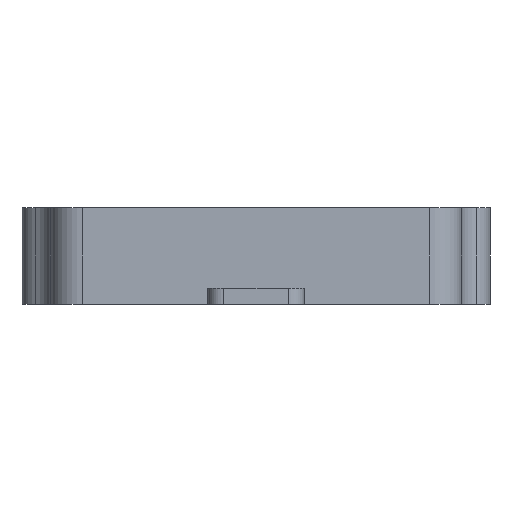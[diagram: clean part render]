
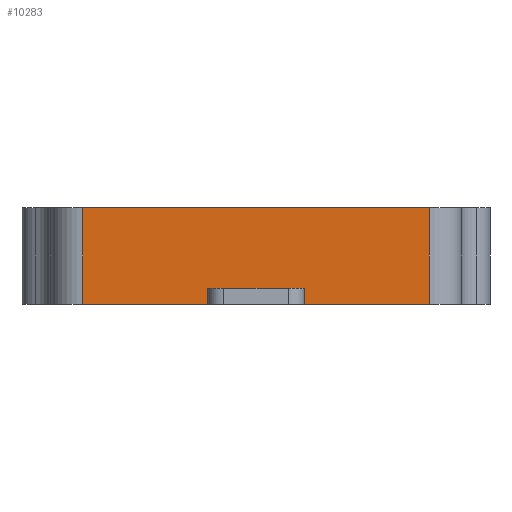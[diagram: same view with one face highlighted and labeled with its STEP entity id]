
A CAD part, front view. The second image highlights one B-rep face of the part: STEP entity #10283.
In plain terms, the highlighted planar face has unit normal (0, -1, 0).
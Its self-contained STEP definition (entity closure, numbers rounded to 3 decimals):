
#236 = PLANE('',#237);
#237 = AXIS2_PLACEMENT_3D('',#238,#239,#240);
#238 = CARTESIAN_POINT('',(64.,-33.845,0.));
#239 = DIRECTION('',(-0.,0.,1.));
#240 = DIRECTION('',(1.,0.,0.));
#583 = PLANE('',#584);
#584 = AXIS2_PLACEMENT_3D('',#585,#586,#587);
#585 = CARTESIAN_POINT('',(64.,-33.845,30.));
#586 = DIRECTION('',(0.,0.,1.));
#587 = DIRECTION('',(1.,0.,-0.));
#1352 = VERTEX_POINT('',#1353);
#1353 = CARTESIAN_POINT('',(-54.,-79.,30.));
#1372 = CYLINDRICAL_SURFACE('',#1373,10.);
#1373 = AXIS2_PLACEMENT_3D('',#1374,#1375,#1376);
#1374 = CARTESIAN_POINT('',(-54.,-69.,0.));
#1375 = DIRECTION('',(0.,0.,1.));
#1376 = DIRECTION('',(0.,-1.,0.));
#1384 = EDGE_CURVE('',#1385,#1352,#1387,.T.);
#1385 = VERTEX_POINT('',#1386);
#1386 = CARTESIAN_POINT('',(54.,-79.,30.));
#1387 = SURFACE_CURVE('',#1388,(#1392,#1399),.PCURVE_S1.);
#1388 = LINE('',#1389,#1390);
#1389 = CARTESIAN_POINT('',(0.,-79.,30.));
#1390 = VECTOR('',#1391,1.);
#1391 = DIRECTION('',(-1.,0.,-0.));
#1392 = PCURVE('',#583,#1393);
#1393 = DEFINITIONAL_REPRESENTATION('',(#1394),#1398);
#1394 = LINE('',#1395,#1396);
#1395 = CARTESIAN_POINT('',(-64.,-45.155));
#1396 = VECTOR('',#1397,1.);
#1397 = DIRECTION('',(-1.,0.));
#1398 = ( GEOMETRIC_REPRESENTATION_CONTEXT(2) 
PARAMETRIC_REPRESENTATION_CONTEXT() REPRESENTATION_CONTEXT('2D SPACE',''
  ) );
#1399 = PCURVE('',#1400,#1405);
#1400 = PLANE('',#1401);
#1401 = AXIS2_PLACEMENT_3D('',#1402,#1403,#1404);
#1402 = CARTESIAN_POINT('',(0.,-79.,15.087));
#1403 = DIRECTION('',(0.,1.,0.));
#1404 = DIRECTION('',(1.,0.,0.));
#1405 = DEFINITIONAL_REPRESENTATION('',(#1406),#1410);
#1406 = LINE('',#1407,#1408);
#1407 = CARTESIAN_POINT('',(0.,-14.913));
#1408 = VECTOR('',#1409,1.);
#1409 = DIRECTION('',(-1.,0.));
#1410 = ( GEOMETRIC_REPRESENTATION_CONTEXT(2) 
PARAMETRIC_REPRESENTATION_CONTEXT() REPRESENTATION_CONTEXT('2D SPACE',''
  ) );
#1429 = CYLINDRICAL_SURFACE('',#1430,10.);
#1430 = AXIS2_PLACEMENT_3D('',#1431,#1432,#1433);
#1431 = CARTESIAN_POINT('',(54.,-69.,0.));
#1432 = DIRECTION('',(0.,0.,1.));
#1433 = DIRECTION('',(0.,-1.,-0.));
#2590 = VERTEX_POINT('',#2591);
#2591 = CARTESIAN_POINT('',(-54.,-79.,0.));
#2619 = EDGE_CURVE('',#2590,#1352,#2620,.T.);
#2620 = SURFACE_CURVE('',#2621,(#2625,#2632),.PCURVE_S1.);
#2621 = LINE('',#2622,#2623);
#2622 = CARTESIAN_POINT('',(-54.,-79.,0.));
#2623 = VECTOR('',#2624,1.);
#2624 = DIRECTION('',(0.,0.,1.));
#2625 = PCURVE('',#1372,#2626);
#2626 = DEFINITIONAL_REPRESENTATION('',(#2627),#2631);
#2627 = LINE('',#2628,#2629);
#2628 = CARTESIAN_POINT('',(-0.,0.));
#2629 = VECTOR('',#2630,1.);
#2630 = DIRECTION('',(-0.,1.));
#2631 = ( GEOMETRIC_REPRESENTATION_CONTEXT(2) 
PARAMETRIC_REPRESENTATION_CONTEXT() REPRESENTATION_CONTEXT('2D SPACE',''
  ) );
#2632 = PCURVE('',#1400,#2633);
#2633 = DEFINITIONAL_REPRESENTATION('',(#2634),#2638);
#2634 = LINE('',#2635,#2636);
#2635 = CARTESIAN_POINT('',(-54.,15.087));
#2636 = VECTOR('',#2637,1.);
#2637 = DIRECTION('',(0.,-1.));
#2638 = ( GEOMETRIC_REPRESENTATION_CONTEXT(2) 
PARAMETRIC_REPRESENTATION_CONTEXT() REPRESENTATION_CONTEXT('2D SPACE',''
  ) );
#2873 = VERTEX_POINT('',#2874);
#2874 = CARTESIAN_POINT('',(54.,-79.,0.));
#2898 = EDGE_CURVE('',#2873,#1385,#2899,.T.);
#2899 = SURFACE_CURVE('',#2900,(#2904,#2911),.PCURVE_S1.);
#2900 = LINE('',#2901,#2902);
#2901 = CARTESIAN_POINT('',(54.,-79.,0.));
#2902 = VECTOR('',#2903,1.);
#2903 = DIRECTION('',(0.,0.,1.));
#2904 = PCURVE('',#1429,#2905);
#2905 = DEFINITIONAL_REPRESENTATION('',(#2906),#2910);
#2906 = LINE('',#2907,#2908);
#2907 = CARTESIAN_POINT('',(0.,0.));
#2908 = VECTOR('',#2909,1.);
#2909 = DIRECTION('',(0.,1.));
#2910 = ( GEOMETRIC_REPRESENTATION_CONTEXT(2) 
PARAMETRIC_REPRESENTATION_CONTEXT() REPRESENTATION_CONTEXT('2D SPACE',''
  ) );
#2911 = PCURVE('',#1400,#2912);
#2912 = DEFINITIONAL_REPRESENTATION('',(#2913),#2917);
#2913 = LINE('',#2914,#2915);
#2914 = CARTESIAN_POINT('',(54.,15.087));
#2915 = VECTOR('',#2916,1.);
#2916 = DIRECTION('',(0.,-1.));
#2917 = ( GEOMETRIC_REPRESENTATION_CONTEXT(2) 
PARAMETRIC_REPRESENTATION_CONTEXT() REPRESENTATION_CONTEXT('2D SPACE',''
  ) );
#10283 = ADVANCED_FACE('',(#10284),#1400,.F.);
#10284 = FACE_BOUND('',#10285,.T.);
#10285 = EDGE_LOOP('',(#10286,#10309,#10310,#10311,#10312,#10335,#10362,
    #10390));
#10286 = ORIENTED_EDGE('',*,*,#10287,.T.);
#10287 = EDGE_CURVE('',#10288,#2873,#10290,.T.);
#10288 = VERTEX_POINT('',#10289);
#10289 = CARTESIAN_POINT('',(15.,-79.,0.));
#10290 = SURFACE_CURVE('',#10291,(#10295,#10302),.PCURVE_S1.);
#10291 = LINE('',#10292,#10293);
#10292 = CARTESIAN_POINT('',(0.,-79.,0.));
#10293 = VECTOR('',#10294,1.);
#10294 = DIRECTION('',(1.,0.,0.));
#10295 = PCURVE('',#1400,#10296);
#10296 = DEFINITIONAL_REPRESENTATION('',(#10297),#10301);
#10297 = LINE('',#10298,#10299);
#10298 = CARTESIAN_POINT('',(0.,15.087));
#10299 = VECTOR('',#10300,1.);
#10300 = DIRECTION('',(1.,0.));
#10301 = ( GEOMETRIC_REPRESENTATION_CONTEXT(2) 
PARAMETRIC_REPRESENTATION_CONTEXT() REPRESENTATION_CONTEXT('2D SPACE',''
  ) );
#10302 = PCURVE('',#236,#10303);
#10303 = DEFINITIONAL_REPRESENTATION('',(#10304),#10308);
#10304 = LINE('',#10305,#10306);
#10305 = CARTESIAN_POINT('',(-64.,-45.155));
#10306 = VECTOR('',#10307,1.);
#10307 = DIRECTION('',(1.,0.));
#10308 = ( GEOMETRIC_REPRESENTATION_CONTEXT(2) 
PARAMETRIC_REPRESENTATION_CONTEXT() REPRESENTATION_CONTEXT('2D SPACE',''
  ) );
#10309 = ORIENTED_EDGE('',*,*,#2898,.T.);
#10310 = ORIENTED_EDGE('',*,*,#1384,.T.);
#10311 = ORIENTED_EDGE('',*,*,#2619,.F.);
#10312 = ORIENTED_EDGE('',*,*,#10313,.F.);
#10313 = EDGE_CURVE('',#10314,#2590,#10316,.T.);
#10314 = VERTEX_POINT('',#10315);
#10315 = CARTESIAN_POINT('',(-15.,-79.,0.));
#10316 = SURFACE_CURVE('',#10317,(#10321,#10328),.PCURVE_S1.);
#10317 = LINE('',#10318,#10319);
#10318 = CARTESIAN_POINT('',(0.,-79.,0.));
#10319 = VECTOR('',#10320,1.);
#10320 = DIRECTION('',(-1.,0.,-0.));
#10321 = PCURVE('',#1400,#10322);
#10322 = DEFINITIONAL_REPRESENTATION('',(#10323),#10327);
#10323 = LINE('',#10324,#10325);
#10324 = CARTESIAN_POINT('',(0.,15.087));
#10325 = VECTOR('',#10326,1.);
#10326 = DIRECTION('',(-1.,0.));
#10327 = ( GEOMETRIC_REPRESENTATION_CONTEXT(2) 
PARAMETRIC_REPRESENTATION_CONTEXT() REPRESENTATION_CONTEXT('2D SPACE',''
  ) );
#10328 = PCURVE('',#236,#10329);
#10329 = DEFINITIONAL_REPRESENTATION('',(#10330),#10334);
#10330 = LINE('',#10331,#10332);
#10331 = CARTESIAN_POINT('',(-64.,-45.155));
#10332 = VECTOR('',#10333,1.);
#10333 = DIRECTION('',(-1.,0.));
#10334 = ( GEOMETRIC_REPRESENTATION_CONTEXT(2) 
PARAMETRIC_REPRESENTATION_CONTEXT() REPRESENTATION_CONTEXT('2D SPACE',''
  ) );
#10335 = ORIENTED_EDGE('',*,*,#10336,.T.);
#10336 = EDGE_CURVE('',#10314,#10337,#10339,.T.);
#10337 = VERTEX_POINT('',#10338);
#10338 = CARTESIAN_POINT('',(-15.,-79.,5.));
#10339 = SURFACE_CURVE('',#10340,(#10344,#10351),.PCURVE_S1.);
#10340 = LINE('',#10341,#10342);
#10341 = CARTESIAN_POINT('',(-15.,-79.,0.));
#10342 = VECTOR('',#10343,1.);
#10343 = DIRECTION('',(0.,0.,1.));
#10344 = PCURVE('',#1400,#10345);
#10345 = DEFINITIONAL_REPRESENTATION('',(#10346),#10350);
#10346 = LINE('',#10347,#10348);
#10347 = CARTESIAN_POINT('',(-15.,15.087));
#10348 = VECTOR('',#10349,1.);
#10349 = DIRECTION('',(0.,-1.));
#10350 = ( GEOMETRIC_REPRESENTATION_CONTEXT(2) 
PARAMETRIC_REPRESENTATION_CONTEXT() REPRESENTATION_CONTEXT('2D SPACE',''
  ) );
#10351 = PCURVE('',#10352,#10357);
#10352 = PLANE('',#10353);
#10353 = AXIS2_PLACEMENT_3D('',#10354,#10355,#10356);
#10354 = CARTESIAN_POINT('',(-15.,-74.,0.));
#10355 = DIRECTION('',(1.,0.,0.));
#10356 = DIRECTION('',(0.,-1.,0.));
#10357 = DEFINITIONAL_REPRESENTATION('',(#10358),#10361);
#10358 = B_SPLINE_CURVE_WITH_KNOTS('',1,(#10359,#10360),.UNSPECIFIED.,
  .F.,.F.,(2,2),(-0.5,5.5),.PIECEWISE_BEZIER_KNOTS.);
#10359 = CARTESIAN_POINT('',(5.,0.5));
#10360 = CARTESIAN_POINT('',(5.,-5.5));
#10361 = ( GEOMETRIC_REPRESENTATION_CONTEXT(2) 
PARAMETRIC_REPRESENTATION_CONTEXT() REPRESENTATION_CONTEXT('2D SPACE',''
  ) );
#10362 = ORIENTED_EDGE('',*,*,#10363,.T.);
#10363 = EDGE_CURVE('',#10337,#10364,#10366,.T.);
#10364 = VERTEX_POINT('',#10365);
#10365 = CARTESIAN_POINT('',(15.,-79.,5.));
#10366 = SURFACE_CURVE('',#10367,(#10371,#10378),.PCURVE_S1.);
#10367 = LINE('',#10368,#10369);
#10368 = CARTESIAN_POINT('',(7.5,-79.,5.));
#10369 = VECTOR('',#10370,1.);
#10370 = DIRECTION('',(1.,0.,0.));
#10371 = PCURVE('',#1400,#10372);
#10372 = DEFINITIONAL_REPRESENTATION('',(#10373),#10377);
#10373 = LINE('',#10374,#10375);
#10374 = CARTESIAN_POINT('',(7.5,10.087));
#10375 = VECTOR('',#10376,1.);
#10376 = DIRECTION('',(1.,0.));
#10377 = ( GEOMETRIC_REPRESENTATION_CONTEXT(2) 
PARAMETRIC_REPRESENTATION_CONTEXT() REPRESENTATION_CONTEXT('2D SPACE',''
  ) );
#10378 = PCURVE('',#10379,#10384);
#10379 = PLANE('',#10380);
#10380 = AXIS2_PLACEMENT_3D('',#10381,#10382,#10383);
#10381 = CARTESIAN_POINT('',(15.,-89.,5.));
#10382 = DIRECTION('',(0.,0.,-1.));
#10383 = DIRECTION('',(-1.,0.,0.));
#10384 = DEFINITIONAL_REPRESENTATION('',(#10385),#10389);
#10385 = LINE('',#10386,#10387);
#10386 = CARTESIAN_POINT('',(7.5,10.));
#10387 = VECTOR('',#10388,1.);
#10388 = DIRECTION('',(-1.,0.));
#10389 = ( GEOMETRIC_REPRESENTATION_CONTEXT(2) 
PARAMETRIC_REPRESENTATION_CONTEXT() REPRESENTATION_CONTEXT('2D SPACE',''
  ) );
#10390 = ORIENTED_EDGE('',*,*,#10391,.F.);
#10391 = EDGE_CURVE('',#10288,#10364,#10392,.T.);
#10392 = SURFACE_CURVE('',#10393,(#10397,#10404),.PCURVE_S1.);
#10393 = LINE('',#10394,#10395);
#10394 = CARTESIAN_POINT('',(15.,-79.,0.));
#10395 = VECTOR('',#10396,1.);
#10396 = DIRECTION('',(0.,0.,1.));
#10397 = PCURVE('',#1400,#10398);
#10398 = DEFINITIONAL_REPRESENTATION('',(#10399),#10403);
#10399 = LINE('',#10400,#10401);
#10400 = CARTESIAN_POINT('',(15.,15.087));
#10401 = VECTOR('',#10402,1.);
#10402 = DIRECTION('',(0.,-1.));
#10403 = ( GEOMETRIC_REPRESENTATION_CONTEXT(2) 
PARAMETRIC_REPRESENTATION_CONTEXT() REPRESENTATION_CONTEXT('2D SPACE',''
  ) );
#10404 = PCURVE('',#10405,#10410);
#10405 = PLANE('',#10406);
#10406 = AXIS2_PLACEMENT_3D('',#10407,#10408,#10409);
#10407 = CARTESIAN_POINT('',(15.,-89.,0.));
#10408 = DIRECTION('',(-1.,0.,0.));
#10409 = DIRECTION('',(0.,1.,0.));
#10410 = DEFINITIONAL_REPRESENTATION('',(#10411),#10414);
#10411 = B_SPLINE_CURVE_WITH_KNOTS('',1,(#10412,#10413),.UNSPECIFIED.,
  .F.,.F.,(2,2),(-0.5,5.5),.PIECEWISE_BEZIER_KNOTS.);
#10412 = CARTESIAN_POINT('',(10.,0.5));
#10413 = CARTESIAN_POINT('',(10.,-5.5));
#10414 = ( GEOMETRIC_REPRESENTATION_CONTEXT(2) 
PARAMETRIC_REPRESENTATION_CONTEXT() REPRESENTATION_CONTEXT('2D SPACE',''
  ) );
